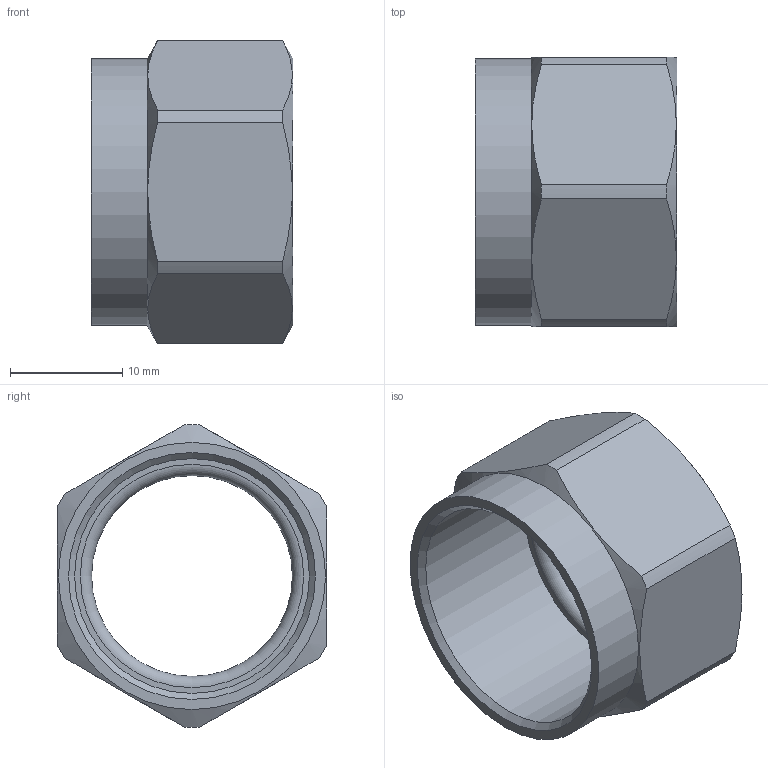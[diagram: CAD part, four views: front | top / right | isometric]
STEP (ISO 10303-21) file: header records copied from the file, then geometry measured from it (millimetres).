
FILE_DESCRIPTION(/* description */ ('STEP AP214'),/* implementation_level */ '2;1');
FILE_NAME(/* name */ '206504_MCK-PK-13',/* time_stamp */ '2024-09-05T03:49:12+02:00',/* author */ ('License CC BY-ND 4.0'),/* organization */ ('CADENAS'),/* preprocessor_version */ 'ST-DEVELOPER v19.3',/* originating_system */ 'PARTsolutions',/* authorisation */ ' ');
FILE_SCHEMA (('AUTOMOTIVE_DESIGN {1 0 10303 214 3 1 1}'));
Length unit declared in the file: millimetre
Products named in the file (1): 206504 MCK-PK-13
Bounding box: 18 x 24 x 27 mm (x, y, z)
Volume: 2900.4 mm3; surface area: 2952.3 mm2
Topology: 1 solids, 1 shells, 23 faces, 56 edges, 36 vertices
Faces by surface type: cylinder 9, plane 9, cone 4, torus 1
Full cylindrical faces by diameter (mm): 17.9 x1, 20.917 x1, 23.8 x1
Entity records: 696 total; most frequent: CARTESIAN_POINT 168, DIRECTION 104, ORIENTED_EDGE 92, EDGE_CURVE 46, AXIS2_PLACEMENT_3D 46, VERTEX_POINT 34, EDGE_LOOP 34, FACE_BOUND 34
